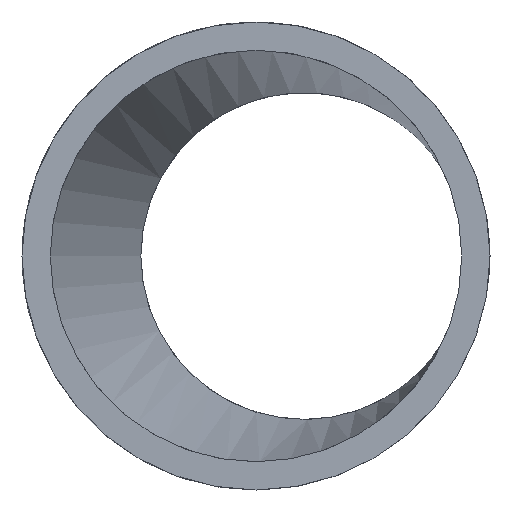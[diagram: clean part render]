
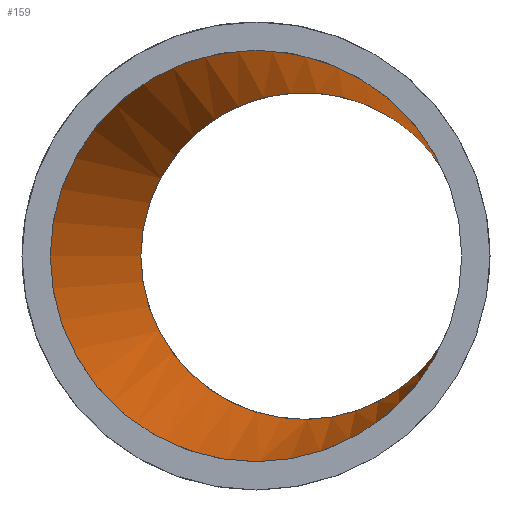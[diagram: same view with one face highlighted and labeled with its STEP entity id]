
A CAD part, left-side view. The second image highlights one B-rep face of the part: STEP entity #159.
In plain terms, the highlighted free-form (B-spline) face has degree [1, 2] with [2, 9] control points.
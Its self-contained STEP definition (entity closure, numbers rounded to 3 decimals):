
#31=CIRCLE('',#187,27.7);
#32=CIRCLE('',#188,27.7);
#33=CIRCLE('',#189,22.);
#34=CIRCLE('',#190,22.);
#35=CIRCLE('',#191,22.);
#36=CIRCLE('',#192,22.);
#37=CIRCLE('',#193,27.7);
#38=CIRCLE('',#194,27.7);
#45=(
BOUNDED_SURFACE()
B_SPLINE_SURFACE(1,2,((#416,#417,#418,#419,#420,#421,#422,#423,#424),(#425,
#426,#427,#428,#429,#430,#431,#432,#433)),.UNSPECIFIED.,.F.,.T.,.F.)
B_SPLINE_SURFACE_WITH_KNOTS((2,2),(3,2,2,2,3),(-0.142,1.771),
(-3.142,-1.571,0.,1.571,3.142),
 .UNSPECIFIED.)
GEOMETRIC_REPRESENTATION_ITEM()
RATIONAL_B_SPLINE_SURFACE(((1.,0.707,1.,0.707,1.,
0.707,1.,0.707,1.),(1.,0.707,1.,0.707,
1.,0.707,1.,0.707,1.)))
REPRESENTATION_ITEM('')
SURFACE()
);
#48=FACE_OUTER_BOUND('',#57,.T.);
#57=EDGE_LOOP('',(#114,#115,#116,#117,#118,#119,#120,#121,#122,#123));
#70=B_SPLINE_CURVE_WITH_KNOTS('',1,(#440,#441),.UNSPECIFIED.,.F.,.F.,(2,
2),(0.003,1.656),.UNSPECIFIED.);
#74=VERTEX_POINT('',#434);
#75=VERTEX_POINT('',#435);
#76=VERTEX_POINT('',#437);
#77=VERTEX_POINT('',#439);
#78=VERTEX_POINT('',#442);
#79=VERTEX_POINT('',#444);
#80=VERTEX_POINT('',#446);
#81=VERTEX_POINT('',#449);
#91=EDGE_CURVE('',#74,#75,#31,.T.);
#92=EDGE_CURVE('',#75,#76,#32,.T.);
#93=EDGE_CURVE('',#76,#77,#70,.T.);
#94=EDGE_CURVE('',#77,#78,#33,.T.);
#95=EDGE_CURVE('',#78,#79,#34,.T.);
#96=EDGE_CURVE('',#79,#80,#35,.T.);
#97=EDGE_CURVE('',#80,#77,#36,.T.);
#98=EDGE_CURVE('',#76,#81,#37,.T.);
#99=EDGE_CURVE('',#81,#74,#38,.T.);
#114=ORIENTED_EDGE('',*,*,#91,.T.);
#115=ORIENTED_EDGE('',*,*,#92,.T.);
#116=ORIENTED_EDGE('',*,*,#93,.T.);
#117=ORIENTED_EDGE('',*,*,#94,.T.);
#118=ORIENTED_EDGE('',*,*,#95,.T.);
#119=ORIENTED_EDGE('',*,*,#96,.T.);
#120=ORIENTED_EDGE('',*,*,#97,.T.);
#121=ORIENTED_EDGE('',*,*,#93,.F.);
#122=ORIENTED_EDGE('',*,*,#98,.T.);
#123=ORIENTED_EDGE('',*,*,#99,.T.);
#159=ADVANCED_FACE('',(#48),#45,.T.);
#187=AXIS2_PLACEMENT_3D('',#436,#209,#210);
#188=AXIS2_PLACEMENT_3D('',#438,#211,#212);
#189=AXIS2_PLACEMENT_3D('',#443,#213,#214);
#190=AXIS2_PLACEMENT_3D('',#445,#215,#216);
#191=AXIS2_PLACEMENT_3D('',#447,#217,#218);
#192=AXIS2_PLACEMENT_3D('',#448,#219,#220);
#193=AXIS2_PLACEMENT_3D('',#450,#221,#222);
#194=AXIS2_PLACEMENT_3D('',#451,#223,#224);
#209=DIRECTION('center_axis',(-1.,0.,0.));
#210=DIRECTION('ref_axis',(0.,-1.,0.));
#211=DIRECTION('center_axis',(-1.,0.,0.));
#212=DIRECTION('ref_axis',(0.,-1.,0.));
#213=DIRECTION('center_axis',(1.,0.,0.));
#214=DIRECTION('ref_axis',(0.,-1.,0.));
#215=DIRECTION('center_axis',(1.,0.,0.));
#216=DIRECTION('ref_axis',(0.,-1.,0.));
#217=DIRECTION('center_axis',(1.,0.,0.));
#218=DIRECTION('ref_axis',(0.,-1.,0.));
#219=DIRECTION('center_axis',(1.,0.,0.));
#220=DIRECTION('ref_axis',(0.,-1.,0.));
#221=DIRECTION('center_axis',(-1.,0.,0.));
#222=DIRECTION('ref_axis',(0.,-1.,0.));
#223=DIRECTION('center_axis',(-1.,0.,0.));
#224=DIRECTION('ref_axis',(0.,-1.,0.));
#416=CARTESIAN_POINT('Ctrl Pts',(68.071,6.57,-28.193));
#417=CARTESIAN_POINT('Ctrl Pts',(72.,34.2,-28.193));
#418=CARTESIAN_POINT('Ctrl Pts',(72.,34.2,0.));
#419=CARTESIAN_POINT('Ctrl Pts',(72.,34.2,28.193));
#420=CARTESIAN_POINT('Ctrl Pts',(68.071,6.57,28.193));
#421=CARTESIAN_POINT('Ctrl Pts',(64.142,-21.06,28.193));
#422=CARTESIAN_POINT('Ctrl Pts',(64.142,-21.06,0.));
#423=CARTESIAN_POINT('Ctrl Pts',(64.142,-21.06,-28.193));
#424=CARTESIAN_POINT('Ctrl Pts',(68.071,6.57,-28.193));
#425=CARTESIAN_POINT('Ctrl Pts',(120.128,-0.833,-21.6));
#426=CARTESIAN_POINT('Ctrl Pts',(123.138,20.336,-21.6));
#427=CARTESIAN_POINT('Ctrl Pts',(123.138,20.336,0.));
#428=CARTESIAN_POINT('Ctrl Pts',(123.138,20.336,21.6));
#429=CARTESIAN_POINT('Ctrl Pts',(120.128,-0.833,21.6));
#430=CARTESIAN_POINT('Ctrl Pts',(117.117,-22.002,21.6));
#431=CARTESIAN_POINT('Ctrl Pts',(117.117,-22.002,0.));
#432=CARTESIAN_POINT('Ctrl Pts',(117.117,-22.002,-21.6));
#433=CARTESIAN_POINT('Ctrl Pts',(120.128,-0.833,-21.6));
#434=CARTESIAN_POINT('',(72.,-17.791,13.313));
#435=CARTESIAN_POINT('',(72.,34.2,0.));
#436=CARTESIAN_POINT('Origin',(72.,6.5,0.));
#437=CARTESIAN_POINT('',(72.,6.011,-27.696));
#438=CARTESIAN_POINT('Origin',(72.,6.5,0.));
#439=CARTESIAN_POINT('',(117.,-0.388,-21.997));
#440=CARTESIAN_POINT('Ctrl Pts',(72.,6.011,-27.696));
#441=CARTESIAN_POINT('Ctrl Pts',(117.,-0.388,-21.997));
#442=CARTESIAN_POINT('',(117.,22.,0.));
#443=CARTESIAN_POINT('Origin',(117.,0.,0.));
#444=CARTESIAN_POINT('',(117.,-19.292,10.574));
#445=CARTESIAN_POINT('Origin',(117.,0.,0.));
#446=CARTESIAN_POINT('',(117.,-19.292,-10.574));
#447=CARTESIAN_POINT('Origin',(117.,0.,0.));
#448=CARTESIAN_POINT('Origin',(117.,0.,0.));
#449=CARTESIAN_POINT('',(72.,-17.791,-13.313));
#450=CARTESIAN_POINT('Origin',(72.,6.5,0.));
#451=CARTESIAN_POINT('Origin',(72.,6.5,0.));
